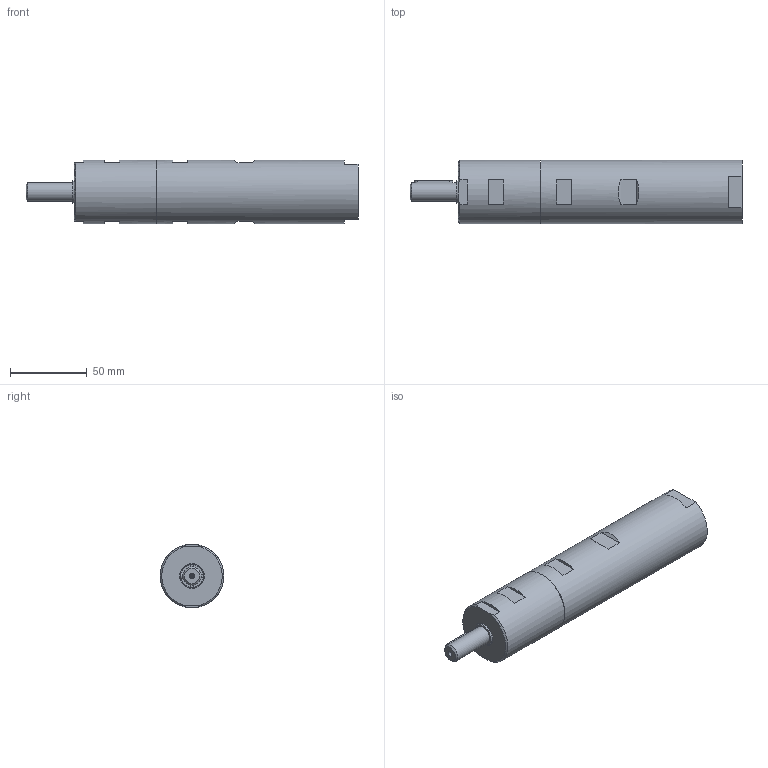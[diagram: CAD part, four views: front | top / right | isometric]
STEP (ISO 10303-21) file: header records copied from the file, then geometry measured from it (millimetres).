
FILE_DESCRIPTION((''),'2;1');
FILE_NAME('MRD 38-160_29910885.stp','2009-04-15T16:32:48',('rmorof'),(''),'Autodesk Inventor 2008','Autodesk Inventor 2008','');
FILE_SCHEMA(('CONFIG_CONTROL_DESIGN'));
Length unit declared in the file: millimetre
Products named in the file (1): MRD 38-160_29910885
Bounding box: 216.7 x 41.5 x 41.5 mm (x, y, z)
Volume: 248794.2 mm3; surface area: 30565.4 mm2
Topology: 1 solids, 2 shells, 65 faces, 138 edges, 91 vertices
Faces by surface type: plane 38, cylinder 9, bspline 8, cone 7, torus 3
Full cylindrical faces by diameter (mm): 12 x1, 14.95 x1, 16 x1, 18.2 x1, 36.531 x1, 41.5 x2
Entity records: 1782 total; most frequent: CARTESIAN_POINT 416, DIRECTION 270, ORIENTED_EDGE 214, AXIS2_PLACEMENT_3D 111, EDGE_CURVE 107, EDGE_LOOP 102, VERTEX_POINT 81, FACE_OUTER_BOUND 65
